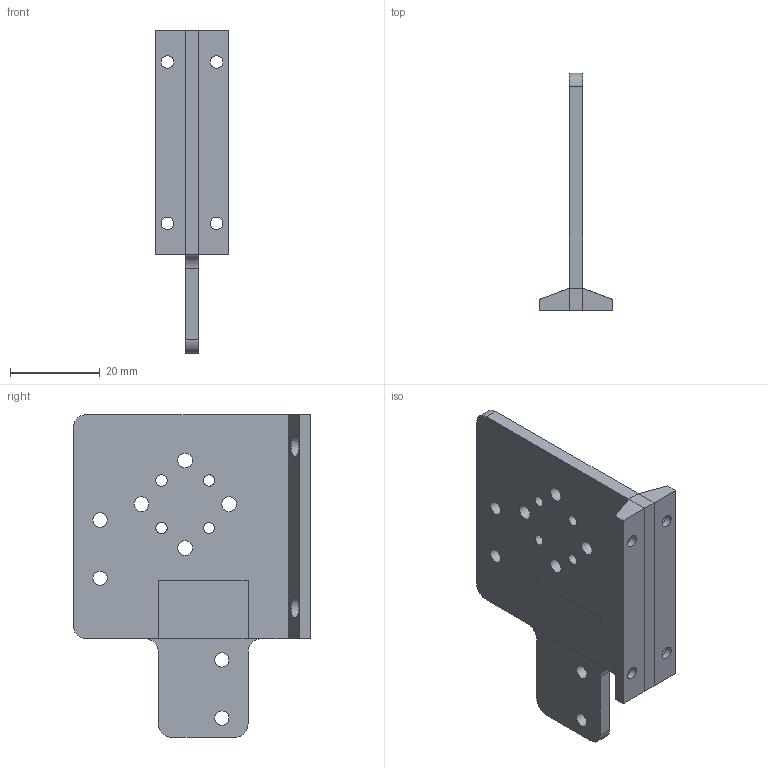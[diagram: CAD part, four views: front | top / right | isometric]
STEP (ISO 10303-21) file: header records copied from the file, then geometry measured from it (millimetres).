
FILE_DESCRIPTION(('FreeCAD Model'),'2;1');
FILE_NAME('pimount_left.step', '2019-05-01T10:41:11',('Author'),(''), 'Open CASCADE STEP processor 7.3','FreeCAD','Unknown');
FILE_SCHEMA(('AUTOMOTIVE_DESIGN { 1 0 10303 214 1 1 1 1 }'));
Length unit declared in the file: millimetre
Products named in the file (1): LeftBracket
Bounding box: 16.5 x 53 x 72 mm (x, y, z)
Volume: 11351.5 mm3; surface area: 8431.7 mm2
Topology: 1 solids, 1 shells, 56 faces, 138 edges, 88 vertices
Faces by surface type: plane 30, cylinder 26
Full cylindrical faces by diameter (mm): 2.5 x4, 2.8 x4, 3.2 x4, 3.302 x4, 4.75 x4
Entity records: 3669 total; most frequent: CARTESIAN_POINT 771, DIRECTION 552, LINE 306, VECTOR 306, ORIENTED_EDGE 276, PCURVE 276, DEFINITIONAL_REPRESENTATION 276, EDGE_CURVE 138
